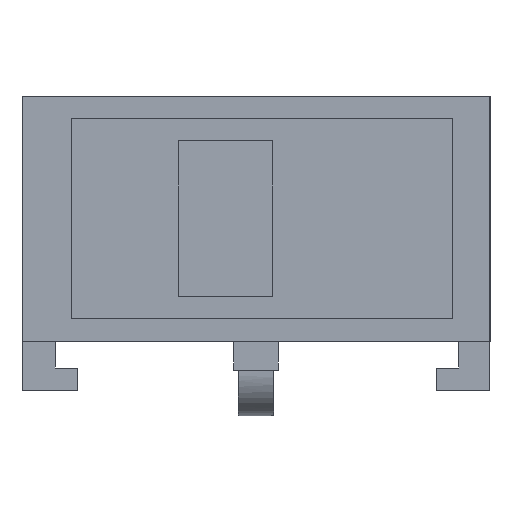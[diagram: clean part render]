
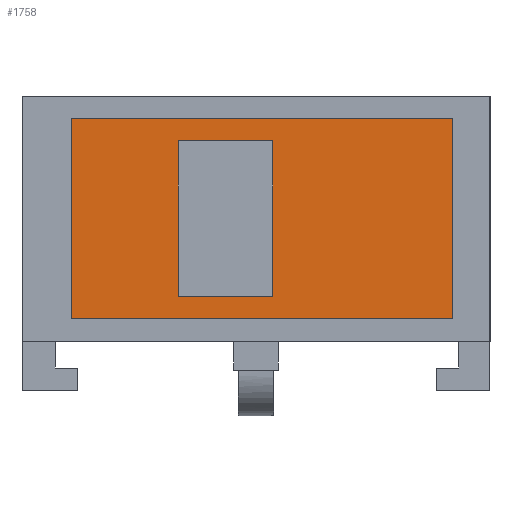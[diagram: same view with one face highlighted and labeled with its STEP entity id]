
A CAD part, left-side view. The second image highlights one B-rep face of the part: STEP entity #1758.
In plain terms, the highlighted free-form (B-spline) face has degree [1, 1] with [2, 2] control points.
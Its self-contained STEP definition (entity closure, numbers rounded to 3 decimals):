
#1634=CARTESIAN_POINT('V136',(-57.662,34.582,
   32.0));
#1635=VERTEX_POINT('V136',#1634);
#1642=CARTESIAN_POINT('V135',(-57.662,34.582,
   39.0));
#1643=VERTEX_POINT('V135',#1642);
#1649=CARTESIAN_POINT('E193',(-57.662,34.582,
   32.0));
#1650=CARTESIAN_POINT('E193',(-57.662,34.582,
   39.0));
#1651=QUASI_UNIFORM_CURVE('E193',1,(#1649,#1650),.POLYLINE_FORM.,.F.,
   .U.);
#1652=EDGE_CURVE('E193',#1635,#1643,#1651,.T.);
#1664=CARTESIAN_POINT('V133',(-57.662,30.332,
   39.0));
#1665=VERTEX_POINT('V133',#1664);
#1671=CARTESIAN_POINT('E191',(-57.662,34.582,
   39.0));
#1672=CARTESIAN_POINT('E191',(-57.662,30.332,
   39.0));
#1673=QUASI_UNIFORM_CURVE('E191',1,(#1671,#1672),.POLYLINE_FORM.,.F.,
   .U.);
#1674=EDGE_CURVE('E191',#1643,#1665,#1673,.T.);
#1686=CARTESIAN_POINT('V134',(-57.662,30.332,
   32.0));
#1687=VERTEX_POINT('V134',#1686);
#1693=CARTESIAN_POINT('E188',(-57.662,30.332,
   39.0));
#1694=CARTESIAN_POINT('E188',(-57.662,30.332,
   32.0));
#1695=QUASI_UNIFORM_CURVE('E188',1,(#1693,#1694),.POLYLINE_FORM.,.F.,
   .U.);
#1696=EDGE_CURVE('E188',#1665,#1687,#1695,.T.);
#1709=CARTESIAN_POINT('E195',(-57.662,30.332,
   32.0));
#1710=CARTESIAN_POINT('E195',(-57.662,34.582,
   32.0));
#1711=QUASI_UNIFORM_CURVE('E195',1,(#1709,#1710),.POLYLINE_FORM.,.F.,
   .U.);
#1712=EDGE_CURVE('E195',#1687,#1635,#1711,.T.);
#1717=CARTESIAN_POINT('F69',(-57.662,21.427,
   40.45));
#1718=CARTESIAN_POINT('F69',(-57.662,40.237,
   40.45));
#1719=CARTESIAN_POINT('F69',(-57.662,21.427,
   30.55));
#1720=CARTESIAN_POINT('F69',(-57.662,40.237,
   30.55));
#1721=QUASI_UNIFORM_SURFACE('F69',1,1,((#1717,#1719),(#1718,#1720))
,.PLANE_SURF.,.F.,.F.,.U.);
#1722=CARTESIAN_POINT('V94',(-57.662,39.382,
   31.0));
#1723=VERTEX_POINT('V94',#1722);
#1724=CARTESIAN_POINT('V96',(-57.662,39.382,
   40.0));
#1725=VERTEX_POINT('V96',#1724);
#1726=CARTESIAN_POINT('E126',(-57.662,39.382,
   31.0));
#1727=CARTESIAN_POINT('E126',(-57.662,39.382,
   40.0));
#1728=B_SPLINE_CURVE_WITH_KNOTS('E126',1,(#1726,#1727),
   .POLYLINE_FORM.,.F.,.U.,(2,2),(0.0,9.0),.UNSPECIFIED.);
#1729=EDGE_CURVE('E126',#1723,#1725,#1728,.T.);
#1730=ORIENTED_EDGE('E126',*,*,#1729,.F.);
#1731=CARTESIAN_POINT('V93',(-57.662,22.282,
   31.0));
#1732=VERTEX_POINT('V93',#1731);
#1733=CARTESIAN_POINT('E120',(-57.662,22.282,
   31.0));
#1734=CARTESIAN_POINT('E120',(-57.662,39.382,
   31.0));
#1735=B_SPLINE_CURVE_WITH_KNOTS('E120',1,(#1733,#1734),
   .POLYLINE_FORM.,.F.,.U.,(2,2),(0.0,17.1),
   .UNSPECIFIED.);
#1736=EDGE_CURVE('E120',#1732,#1723,#1735,.T.);
#1737=ORIENTED_EDGE('E120',*,*,#1736,.F.);
#1738=CARTESIAN_POINT('V95',(-57.662,22.282,
   40.0));
#1739=VERTEX_POINT('V95',#1738);
#1740=CARTESIAN_POINT('E123',(-57.662,22.282,
   40.0));
#1741=CARTESIAN_POINT('E123',(-57.662,22.282,
   31.0));
#1742=B_SPLINE_CURVE_WITH_KNOTS('E123',1,(#1740,#1741),
   .POLYLINE_FORM.,.F.,.U.,(2,2),(0.0,9.0),.UNSPECIFIED.);
#1743=EDGE_CURVE('E123',#1739,#1732,#1742,.T.);
#1744=ORIENTED_EDGE('E123',*,*,#1743,.F.);
#1745=CARTESIAN_POINT('E125',(-57.662,39.382,
   40.0));
#1746=CARTESIAN_POINT('E125',(-57.662,22.282,
   40.0));
#1747=B_SPLINE_CURVE_WITH_KNOTS('E125',1,(#1745,#1746),
   .POLYLINE_FORM.,.F.,.U.,(2,2),(0.0,17.1),
   .UNSPECIFIED.);
#1748=EDGE_CURVE('E125',#1725,#1739,#1747,.T.);
#1749=ORIENTED_EDGE('E125',*,*,#1748,.F.);
#1750=EDGE_LOOP('F69',(#1730,#1737,#1744,#1749));
#1751=FACE_OUTER_BOUND('F69',#1750,.T.);
#1752=ORIENTED_EDGE('F68',*,*,#1712,.T.);
#1753=ORIENTED_EDGE('F67',*,*,#1652,.T.);
#1754=ORIENTED_EDGE('F66',*,*,#1674,.T.);
#1755=ORIENTED_EDGE('F65',*,*,#1696,.T.);
#1756=EDGE_LOOP('F69',(#1752,#1753,#1754,#1755));
#1757=FACE_BOUND('F69',#1756,.T.);
#1758=ADVANCED_FACE('F69',(#1751,#1757),#1721,.T.);
